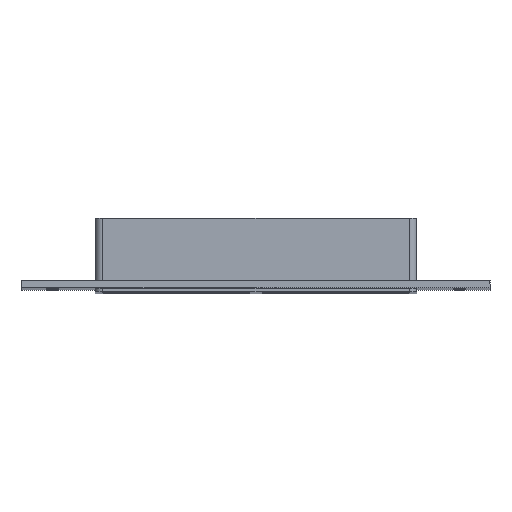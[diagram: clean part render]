
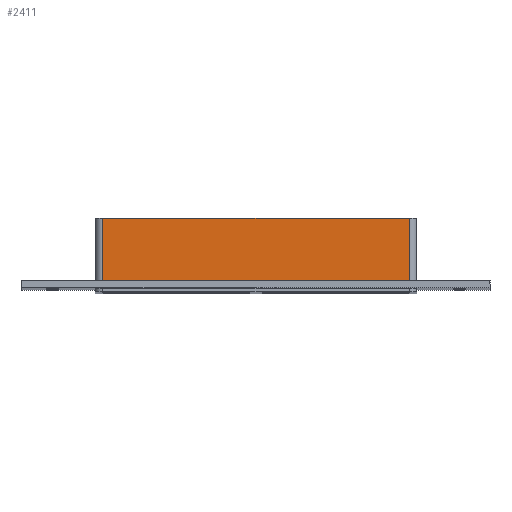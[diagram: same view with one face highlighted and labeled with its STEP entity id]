
A CAD part, top view. The second image highlights one B-rep face of the part: STEP entity #2411.
In plain terms, the highlighted planar face has unit normal (0, 0, 1).
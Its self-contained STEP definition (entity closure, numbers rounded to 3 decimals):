
#1322=CARTESIAN_POINT('',(-125.5,57.0,435.));
#1323=VERTEX_POINT('',#1322);
#1331=CARTESIAN_POINT('',(125.5,57.0,435.));
#1332=VERTEX_POINT('',#1331);
#1333=CARTESIAN_POINT('',(-125.5,57.0,435.));
#1334=DIRECTION('',(1.0,0.0,0.0));
#1335=VECTOR('',#1334,251.0);
#1336=LINE('',#1333,#1335);
#1337=EDGE_CURVE('',#1323,#1332,#1336,.T.);
#1726=CARTESIAN_POINT('',(125.5,6.,435.));
#1727=VERTEX_POINT('',#1726);
#1735=CARTESIAN_POINT('',(-125.5,6.,435.));
#1736=VERTEX_POINT('',#1735);
#1737=CARTESIAN_POINT('',(-125.5,6.,435.));
#1738=DIRECTION('',(1.0,0.0,0.0));
#1739=VECTOR('',#1738,251.0);
#1740=LINE('',#1737,#1739);
#1741=EDGE_CURVE('',#1736,#1727,#1740,.T.);
#2073=CARTESIAN_POINT('',(125.5,57.0,435.));
#2074=DIRECTION('',(0.0,-1.0,0.0));
#2075=VECTOR('',#2074,51.0);
#2076=LINE('',#2073,#2075);
#2077=EDGE_CURVE('',#1332,#1727,#2076,.T.);
#2389=CARTESIAN_POINT('',(-125.5,6.,435.));
#2390=DIRECTION('',(0.0,1.0,0.0));
#2391=VECTOR('',#2390,51.0);
#2392=LINE('',#2389,#2391);
#2393=EDGE_CURVE('',#1736,#1323,#2392,.T.);
#2400=CARTESIAN_POINT('',(-131.5,0.0,435.));
#2401=DIRECTION('',(0.0,0.0,1.0));
#2402=DIRECTION('',(1.0,0.0,0.0));
#2403=AXIS2_PLACEMENT_3D('',#2400,#2401,#2402);
#2404=PLANE('',#2403);
#2405=ORIENTED_EDGE('',*,*,#1741,.T.);
#2406=ORIENTED_EDGE('',*,*,#2077,.F.);
#2407=ORIENTED_EDGE('',*,*,#1337,.F.);
#2408=ORIENTED_EDGE('',*,*,#2393,.F.);
#2409=EDGE_LOOP('',(#2405,#2406,#2407,#2408));
#2410=FACE_OUTER_BOUND('',#2409,.T.);
#2411=ADVANCED_FACE('',(#2410),#2404,.T.);
